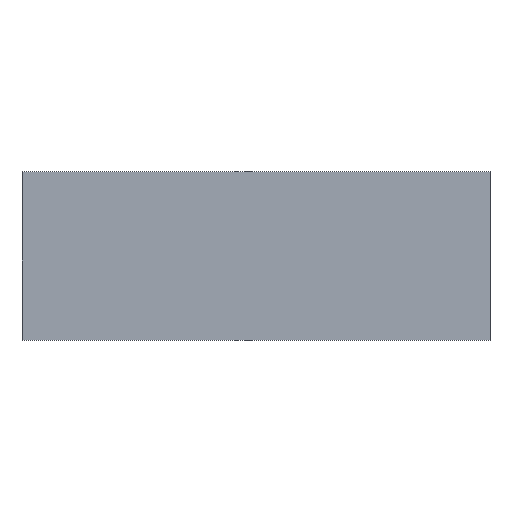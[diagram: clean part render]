
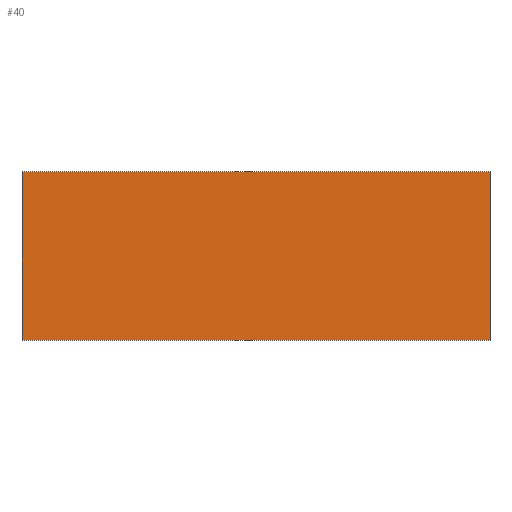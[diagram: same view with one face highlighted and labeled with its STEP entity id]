
A CAD part, top view. The second image highlights one B-rep face of the part: STEP entity #40.
In plain terms, the highlighted planar face has unit normal (0, 0, 1).
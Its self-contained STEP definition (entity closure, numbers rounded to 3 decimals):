
#40 = ADVANCED_FACE( '', ( #74 ), #75, .T. );
#74 = FACE_OUTER_BOUND( '', #99, .T. );
#75 = PLANE( '', #100 );
#99 = EDGE_LOOP( '', ( #143, #144, #145, #146 ) );
#100 = AXIS2_PLACEMENT_3D( '', #147, #148, #149 );
#143 = ORIENTED_EDGE( '', *, *, #153, .T. );
#144 = ORIENTED_EDGE( '', *, *, #166, .T. );
#145 = ORIENTED_EDGE( '', *, *, #158, .T. );
#146 = ORIENTED_EDGE( '', *, *, #162, .T. );
#147 = CARTESIAN_POINT( '', ( -25., -9., 1.5 ) );
#148 = DIRECTION( '', ( 0., 0., 1. ) );
#149 = DIRECTION( '', ( 1., 0., 0. ) );
#153 = EDGE_CURVE( '', #174, #172, #175, .T. );
#158 = EDGE_CURVE( '', #183, #181, #184, .T. );
#162 = EDGE_CURVE( '', #181, #174, #188, .T. );
#166 = EDGE_CURVE( '', #172, #183, #192, .T. );
#172 = VERTEX_POINT( '', #199 );
#174 = VERTEX_POINT( '', #202 );
#175 = LINE( '', #203, #204 );
#181 = VERTEX_POINT( '', #212 );
#183 = VERTEX_POINT( '', #215 );
#184 = LINE( '', #216, #217 );
#188 = LINE( '', #223, #224 );
#192 = LINE( '', #229, #230 );
#199 = CARTESIAN_POINT( '', ( -25., -9., 1.5 ) );
#202 = CARTESIAN_POINT( '', ( -25., 9., 1.5 ) );
#203 = CARTESIAN_POINT( '', ( -25., 9., 1.5 ) );
#204 = VECTOR( '', #234, 1000. );
#212 = CARTESIAN_POINT( '', ( 25., 9., 1.5 ) );
#215 = CARTESIAN_POINT( '', ( 25., -9., 1.5 ) );
#216 = CARTESIAN_POINT( '', ( 25., -9., 1.5 ) );
#217 = VECTOR( '', #238, 1000. );
#223 = CARTESIAN_POINT( '', ( 25., 9., 1.5 ) );
#224 = VECTOR( '', #241, 1000. );
#229 = CARTESIAN_POINT( '', ( -25., -9., 1.5 ) );
#230 = VECTOR( '', #243, 1000. );
#234 = DIRECTION( '', ( 0., -1., 0. ) );
#238 = DIRECTION( '', ( 0., 1., 0. ) );
#241 = DIRECTION( '', ( -1., 0., 0. ) );
#243 = DIRECTION( '', ( 1., 0., 0. ) );
